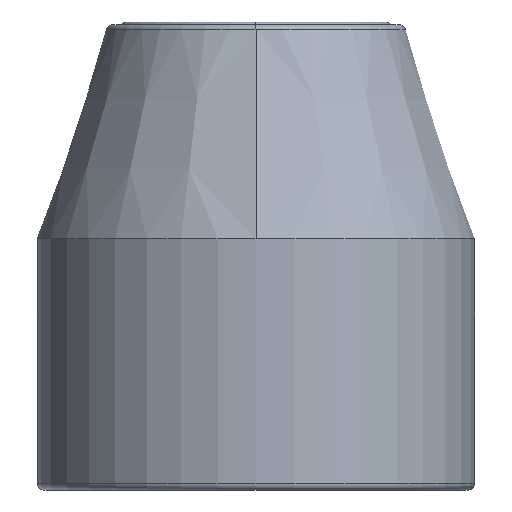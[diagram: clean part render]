
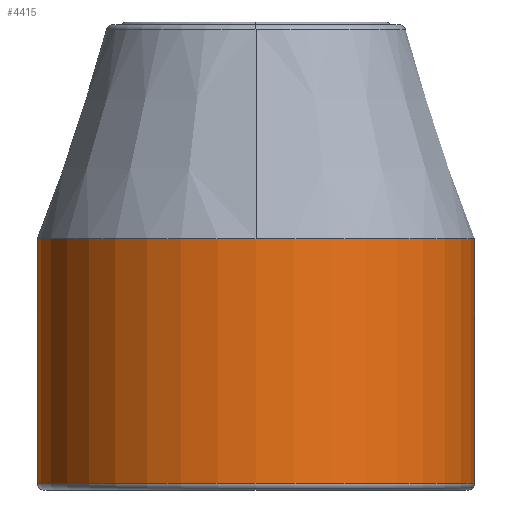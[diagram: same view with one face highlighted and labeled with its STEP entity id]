
A CAD part, front view. The second image highlights one B-rep face of the part: STEP entity #4415.
In plain terms, the highlighted cylindrical face has radius 23.5 mm (diameter 47 mm), a partial arc.
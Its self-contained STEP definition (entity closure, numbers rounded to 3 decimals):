
#4016=DIRECTION('',(0.,0.,1.));
#4017=VECTOR('',#4016,26.3);
#4018=CARTESIAN_POINT('',(-23.5,0.,0.4));
#4019=LINE('',#4018,#4017);
#4039=CARTESIAN_POINT('',(0.,0.,26.7));
#4040=DIRECTION('',(0.,0.,1.));
#4041=DIRECTION('',(1.,0.,0.));
#4042=AXIS2_PLACEMENT_3D('',#4039,#4040,#4041);
#4047=CARTESIAN_POINT('',(0.,0.,26.7));
#4048=DIRECTION('',(0.,0.,1.));
#4049=DIRECTION('',(0.,1.,0.));
#4050=AXIS2_PLACEMENT_3D('',#4047,#4048,#4049);
#4055=CARTESIAN_POINT('',(0.,0.,0.4));
#4056=DIRECTION('',(0.,0.,-1.));
#4057=DIRECTION('',(-1.,0.,0.));
#4058=AXIS2_PLACEMENT_3D('',#4055,#4056,#4057);
#4063=DIRECTION('',(0.,0.,1.));
#4064=VECTOR('',#4063,26.3);
#4065=CARTESIAN_POINT('',(23.5,0.,0.4));
#4066=LINE('',#4065,#4064);
#4204=CARTESIAN_POINT('',(-23.5,0.,0.4));
#4205=CARTESIAN_POINT('',(23.5,0.,0.4));
#4206=VERTEX_POINT('',#4204);
#4207=VERTEX_POINT('',#4205);
#4212=CARTESIAN_POINT('',(23.5,0.,26.7));
#4213=CARTESIAN_POINT('',(0.,23.5,26.7));
#4214=VERTEX_POINT('',#4212);
#4215=VERTEX_POINT('',#4213);
#4216=CARTESIAN_POINT('',(-23.5,0.,26.7));
#4217=VERTEX_POINT('',#4216);
#4400=CARTESIAN_POINT('',(0.,0.,-0.3));
#4401=DIRECTION('',(0.,0.,1.));
#4402=DIRECTION('',(1.,0.,0.));
#4403=AXIS2_PLACEMENT_3D('',#4400,#4401,#4402);
#4404=CYLINDRICAL_SURFACE('',#4403,23.5);
#4406=ORIENTED_EDGE('',*,*,#4405,.T.);
#4408=ORIENTED_EDGE('',*,*,#4407,.T.);
#4409=ORIENTED_EDGE('',*,*,#4387,.F.);
#4411=ORIENTED_EDGE('',*,*,#4410,.T.);
#4412=ORIENTED_EDGE('',*,*,#4383,.T.);
#4413=EDGE_LOOP('',(#4406,#4408,#4409,#4411,#4412));
#4414=FACE_OUTER_BOUND('',#4413,.F.);
#4415=ADVANCED_FACE('',(#4414),#4404,.T.);
#4043=CIRCLE('',#4042,23.5);
#4051=CIRCLE('',#4050,23.5);
#4059=CIRCLE('',#4058,23.5);
#4383=EDGE_CURVE('',#4207,#4214,#4066,.T.);
#4387=EDGE_CURVE('',#4206,#4217,#4019,.T.);
#4405=EDGE_CURVE('',#4214,#4215,#4043,.T.);
#4407=EDGE_CURVE('',#4215,#4217,#4051,.T.);
#4410=EDGE_CURVE('',#4206,#4207,#4059,.T.);
